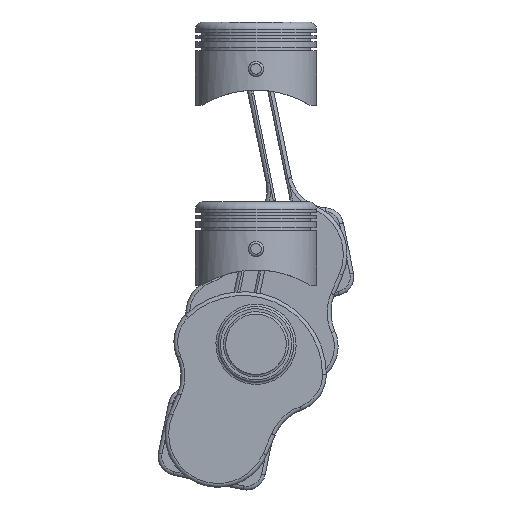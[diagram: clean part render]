
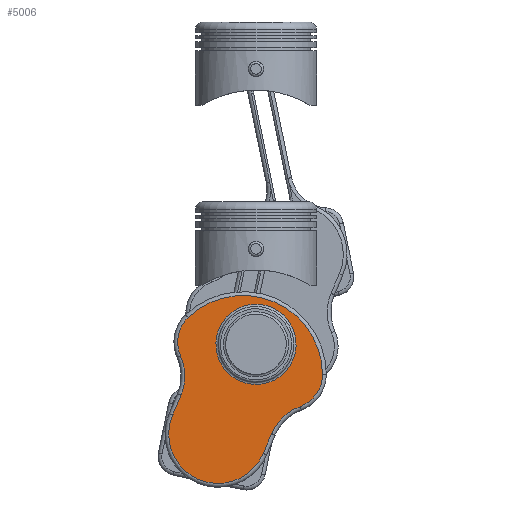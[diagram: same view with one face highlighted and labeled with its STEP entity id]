
A CAD part, front view. The second image highlights one B-rep face of the part: STEP entity #5006.
In plain terms, the highlighted planar face has unit normal (0, -1, 0).
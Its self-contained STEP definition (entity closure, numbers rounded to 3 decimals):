
#452=CIRCLE('',#5642,26.5);
#453=CIRCLE('',#5644,52.5);
#454=CIRCLE('',#5645,22.5);
#455=CIRCLE('',#5646,32.5);
#456=CIRCLE('',#5647,32.5);
#457=CIRCLE('',#5648,32.5);
#458=CIRCLE('',#5649,22.5);
#792=PLANE('',#5643);
#844=FACE_BOUND('',#1376,.T.);
#1013=FACE_OUTER_BOUND('',#1375,.T.);
#1375=EDGE_LOOP('',(#3889,#3890,#3891,#3892,#3893,#3894,#3895,#3896));
#1376=EDGE_LOOP('',(#3897));
#1677=LINE('',#9196,#1881);
#1678=LINE('',#9200,#1882);
#1881=VECTOR('',#7024,10.);
#1882=VECTOR('',#7027,10.);
#2222=VERTEX_POINT('',#9184);
#2223=VERTEX_POINT('',#9188);
#2224=VERTEX_POINT('',#9189);
#2225=VERTEX_POINT('',#9191);
#2226=VERTEX_POINT('',#9193);
#2227=VERTEX_POINT('',#9195);
#2228=VERTEX_POINT('',#9197);
#2229=VERTEX_POINT('',#9199);
#2230=VERTEX_POINT('',#9201);
#2804=EDGE_CURVE('',#2222,#2222,#452,.T.);
#2805=EDGE_CURVE('',#2223,#2224,#453,.T.);
#2806=EDGE_CURVE('',#2224,#2225,#454,.T.);
#2807=EDGE_CURVE('',#2225,#2226,#455,.T.);
#2808=EDGE_CURVE('',#2226,#2227,#1677,.T.);
#2809=EDGE_CURVE('',#2227,#2228,#456,.T.);
#2810=EDGE_CURVE('',#2228,#2229,#1678,.T.);
#2811=EDGE_CURVE('',#2229,#2230,#457,.T.);
#2812=EDGE_CURVE('',#2230,#2223,#458,.T.);
#3889=ORIENTED_EDGE('',*,*,#2805,.T.);
#3890=ORIENTED_EDGE('',*,*,#2806,.T.);
#3891=ORIENTED_EDGE('',*,*,#2807,.T.);
#3892=ORIENTED_EDGE('',*,*,#2808,.T.);
#3893=ORIENTED_EDGE('',*,*,#2809,.T.);
#3894=ORIENTED_EDGE('',*,*,#2810,.T.);
#3895=ORIENTED_EDGE('',*,*,#2811,.T.);
#3896=ORIENTED_EDGE('',*,*,#2812,.T.);
#3897=ORIENTED_EDGE('',*,*,#2804,.T.);
#5006=ADVANCED_FACE('',(#1013,#844),#792,.F.);
#5642=AXIS2_PLACEMENT_3D('',#9186,#7014,#7015);
#5643=AXIS2_PLACEMENT_3D('',#9187,#7016,#7017);
#5644=AXIS2_PLACEMENT_3D('',#9190,#7018,#7019);
#5645=AXIS2_PLACEMENT_3D('',#9192,#7020,#7021);
#5646=AXIS2_PLACEMENT_3D('',#9194,#7022,#7023);
#5647=AXIS2_PLACEMENT_3D('',#9198,#7025,#7026);
#5648=AXIS2_PLACEMENT_3D('',#9202,#7028,#7029);
#5649=AXIS2_PLACEMENT_3D('',#9203,#7030,#7031);
#7014=DIRECTION('center_axis',(0.,1.,0.));
#7015=DIRECTION('ref_axis',(1.,0.,0.));
#7016=DIRECTION('center_axis',(0.,1.,0.));
#7017=DIRECTION('ref_axis',(1.,0.,0.));
#7018=DIRECTION('center_axis',(0.,-1.,0.));
#7019=DIRECTION('ref_axis',(0.,0.,1.));
#7020=DIRECTION('center_axis',(0.,-1.,0.));
#7021=DIRECTION('ref_axis',(-0.979,0.,-0.204));
#7022=DIRECTION('center_axis',(0.,1.,0.));
#7023=DIRECTION('ref_axis',(0.917,0.,0.399));
#7024=DIRECTION('',(0.,0.,-1.));
#7025=DIRECTION('center_axis',(0.,-1.,0.));
#7026=DIRECTION('ref_axis',(0.,0.,-1.));
#7027=DIRECTION('',(0.,0.,1.));
#7028=DIRECTION('center_axis',(0.,1.,0.));
#7029=DIRECTION('ref_axis',(-0.917,0.,0.399));
#7030=DIRECTION('center_axis',(0.,-1.,0.));
#7031=DIRECTION('ref_axis',(0.979,0.,-0.204));
#9184=CARTESIAN_POINT('',(0.,-35.,31.27));
#9186=CARTESIAN_POINT('Origin',(0.,-35.,4.77));
#9187=CARTESIAN_POINT('Origin',(0.,-35.,-28.48));
#9188=CARTESIAN_POINT('',(48.147,-35.,3.702));
#9189=CARTESIAN_POINT('',(-48.147,-35.,3.702));
#9190=CARTESIAN_POINT('Origin',(0.,-35.,-17.23));
#9191=CARTESIAN_POINT('',(-42.848,-35.,-21.733));
#9192=CARTESIAN_POINT('Origin',(-27.512,-35.,-5.269));
#9193=CARTESIAN_POINT('',(-32.5,-35.,-45.514));
#9194=CARTESIAN_POINT('Origin',(-65.,-35.,-45.514));
#9195=CARTESIAN_POINT('',(-32.5,-35.,-59.73));
#9196=CARTESIAN_POINT('',(-32.5,-35.,-44.105));
#9197=CARTESIAN_POINT('',(32.5,-35.,-59.73));
#9198=CARTESIAN_POINT('Origin',(0.,-35.,-59.73));
#9199=CARTESIAN_POINT('',(32.5,-35.,-45.514));
#9200=CARTESIAN_POINT('',(32.5,-35.,-22.855));
#9201=CARTESIAN_POINT('',(42.848,-35.,-21.733));
#9202=CARTESIAN_POINT('Origin',(65.,-35.,-45.514));
#9203=CARTESIAN_POINT('Origin',(27.512,-35.,-5.269));
